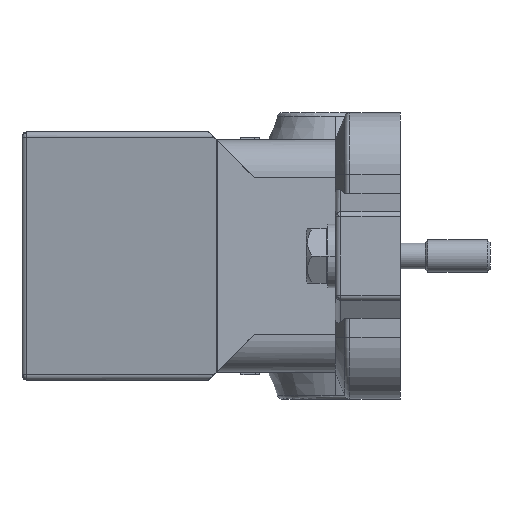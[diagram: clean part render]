
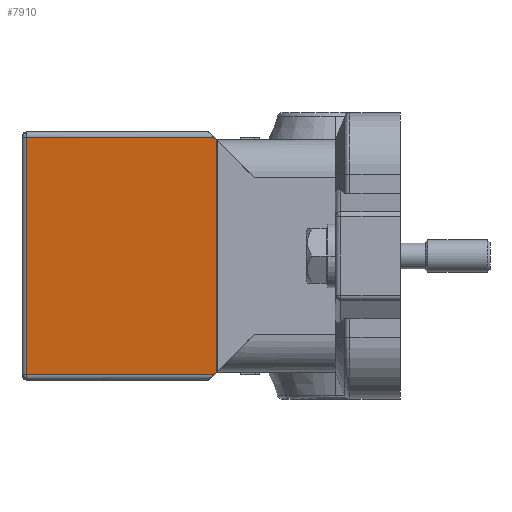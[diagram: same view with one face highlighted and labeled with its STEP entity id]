
A CAD part, left-side view. The second image highlights one B-rep face of the part: STEP entity #7910.
In plain terms, the highlighted planar face has unit normal (-0.985, 0.174, 0).
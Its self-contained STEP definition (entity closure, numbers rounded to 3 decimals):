
#1213=DIRECTION('',(-0.174,-0.985,0.));
#1214=VECTOR('',#1213,35.209);
#1215=CARTESIAN_POINT('',(-23.798,69.174,22.));
#1216=LINE('',#1215,#1214);
#1217=CARTESIAN_POINT('',(-29.912,34.5,22.));
#1224=DIRECTION('',(-0.124,-0.702,0.702));
#1225=VECTOR('',#1224,0.59);
#1226=CARTESIAN_POINT('',(-29.912,34.5,-22.));
#1227=LINE('',#1226,#1225);
#1228=DIRECTION('',(0.124,0.702,0.702));
#1229=VECTOR('',#1228,0.59);
#1230=CARTESIAN_POINT('',(-29.985,34.086,21.586));
#1231=LINE('',#1230,#1229);
#1232=DIRECTION('',(0.174,0.985,0.));
#1233=VECTOR('',#1232,35.209);
#1234=CARTESIAN_POINT('',(-29.912,34.5,-22.));
#1235=LINE('',#1234,#1233);
#1257=DIRECTION('',(0.,0.,1.));
#1258=VECTOR('',#1257,44.);
#1259=CARTESIAN_POINT('',(-23.798,69.174,-22.));
#1260=LINE('',#1259,#1258);
#1435=DIRECTION('',(0.,0.,-1.));
#1436=VECTOR('',#1435,43.172);
#1437=CARTESIAN_POINT('',(-29.985,34.086,21.586));
#1438=LINE('',#1437,#1436);
#5103=VERTEX_POINT('',#1217);
#5565=CARTESIAN_POINT('',(-23.798,69.174,-22.));
#5566=VERTEX_POINT('',#5565);
#5571=CARTESIAN_POINT('',(-23.798,69.174,22.));
#5572=VERTEX_POINT('',#5571);
#5714=CARTESIAN_POINT('',(-29.985,34.086,21.586));
#5715=CARTESIAN_POINT('',(-29.985,34.086,
-21.586));
#5716=VERTEX_POINT('',#5714);
#5717=VERTEX_POINT('',#5715);
#5718=CARTESIAN_POINT('',(-29.912,34.5,-22.));
#5719=VERTEX_POINT('',#5718);
#7894=CARTESIAN_POINT('',(-23.652,70.,-23.));
#7895=DIRECTION('',(-0.985,0.174,0.));
#7896=DIRECTION('',(-0.174,-0.985,0.));
#7897=AXIS2_PLACEMENT_3D('',#7894,#7895,#7896);
#7898=PLANE('',#7897);
#7899=ORIENTED_EDGE('',*,*,#7702,.F.);
#7901=ORIENTED_EDGE('',*,*,#7900,.T.);
#7903=ORIENTED_EDGE('',*,*,#7902,.T.);
#7904=ORIENTED_EDGE('',*,*,#7883,.T.);
#7905=ORIENTED_EDGE('',*,*,#7639,.F.);
#7907=ORIENTED_EDGE('',*,*,#7906,.T.);
#7908=EDGE_LOOP('',(#7899,#7901,#7903,#7904,#7905,#7907));
#7909=FACE_OUTER_BOUND('',#7908,.F.);
#7910=ADVANCED_FACE('',(#7909),#7898,.T.);
#7639=EDGE_CURVE('',#5716,#5103,#1231,.T.);
#7702=EDGE_CURVE('',#5719,#5717,#1227,.T.);
#7883=EDGE_CURVE('',#5572,#5103,#1216,.T.);
#7900=EDGE_CURVE('',#5719,#5566,#1235,.T.);
#7902=EDGE_CURVE('',#5566,#5572,#1260,.T.);
#7906=EDGE_CURVE('',#5716,#5717,#1438,.T.);
